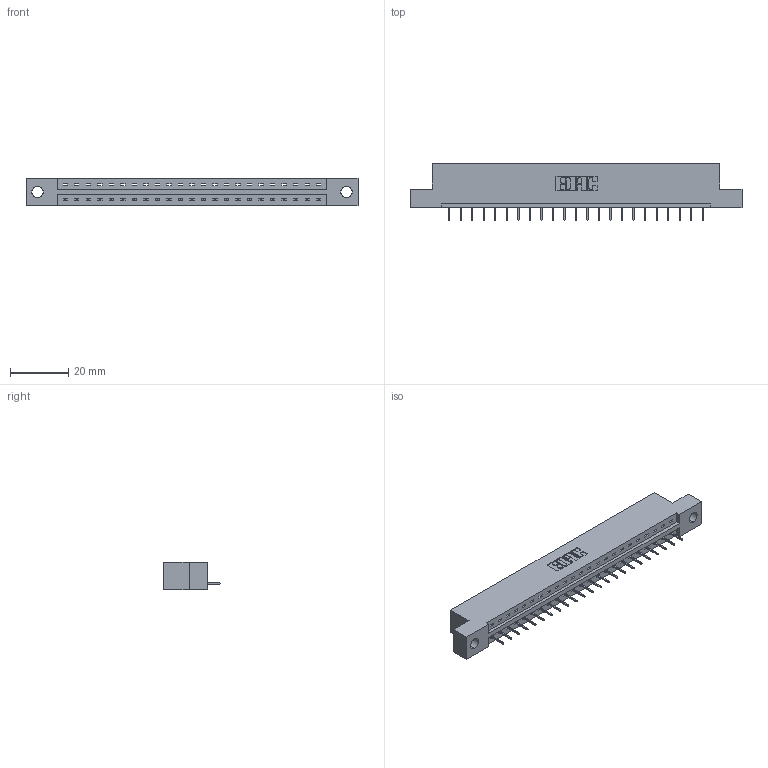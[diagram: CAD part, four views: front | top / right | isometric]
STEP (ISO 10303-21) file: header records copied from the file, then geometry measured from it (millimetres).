
FILE_DESCRIPTION (( 'STEP AP203' ), '1' );
FILE_NAME ('337-023-524-104.STEP', '2018-08-05T16:46:05', ( '' ), ( '' ), 'SwSTEP 2.0', 'SolidWorks 2016', '' );
FILE_SCHEMA (( 'CONFIG_CONTROL_DESIGN' ));
Length unit declared in the file: inch
Products named in the file (3): 337 Part_Flush Mounting Lugs - 0.156 Dia-TH; 345-292-001_345-293-124; 337-023-524-104
Assembly tree (24 placements, depth 2):
  337-023-524-104
    337 Part_Flush Mounting Lugs - 0.156 Dia-TH
    345-292-001_345-293-124  x23
Bounding box: 114.15 x 19.69 x 9.4 mm (x, y, z)
Volume: 11447.3 mm3; surface area: 11199.4 mm2
Topology: 24 solids, 24 shells, 1632 faces, 4727 edges, 3058 vertices
Faces by surface type: plane 1266, cylinder 366
Entity records: 19631 total; most frequent: CARTESIAN_POINT 3423, ORIENTED_EDGE 3382, DIRECTION 2921, EDGE_CURVE 1691, VECTOR 1567, LINE 1567, VERTEX_POINT 1122, AXIS2_PLACEMENT_3D 677
